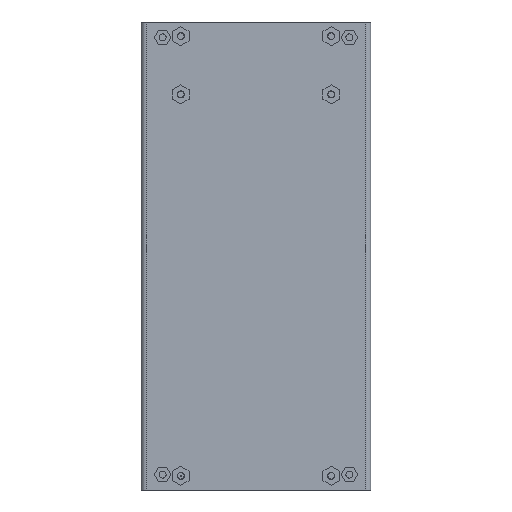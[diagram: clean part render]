
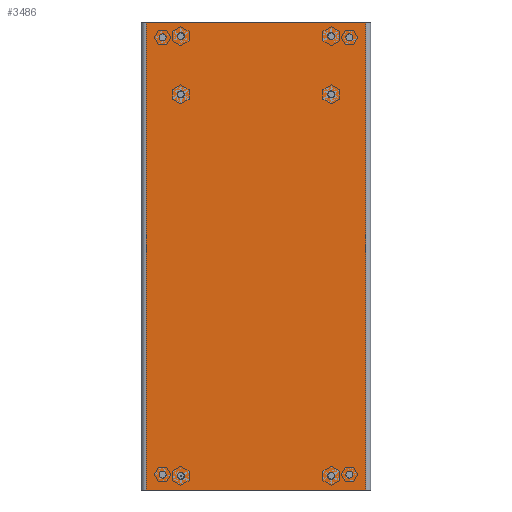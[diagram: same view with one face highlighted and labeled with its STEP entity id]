
A CAD part, front view. The second image highlights one B-rep face of the part: STEP entity #3486.
In plain terms, the highlighted planar face has unit normal (0, -1, 0).
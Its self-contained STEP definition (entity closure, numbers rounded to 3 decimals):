
#46=DIRECTION('',(1.,0.,0.));
#47=VECTOR('',#46,93.);
#48=CARTESIAN_POINT('',(-46.5,0.,-99.));
#49=LINE('',#48,#47);
#752=DIRECTION('',(1.,0.,0.));
#753=VECTOR('',#752,93.);
#754=CARTESIAN_POINT('',(-46.5,0.,99.));
#755=LINE('',#754,#753);
#797=DIRECTION('',(0.,0.,1.));
#798=VECTOR('',#797,198.);
#799=CARTESIAN_POINT('',(46.5,0.,-99.));
#800=LINE('',#799,#798);
#801=DIRECTION('',(0.,0.,1.));
#802=VECTOR('',#801,198.);
#803=CARTESIAN_POINT('',(-46.5,0.,-99.));
#804=LINE('',#803,#802);
#805=CARTESIAN_POINT('',(-39.5,0.,92.5));
#806=DIRECTION('',(0.,1.,0.));
#807=DIRECTION('',(1.,0.,0.));
#808=AXIS2_PLACEMENT_3D('',#805,#806,#807);
#810=CARTESIAN_POINT('',(-39.5,0.,92.5));
#811=DIRECTION('',(0.,1.,0.));
#812=DIRECTION('',(-1.,0.,0.));
#813=AXIS2_PLACEMENT_3D('',#810,#811,#812);
#815=CARTESIAN_POINT('',(-39.5,0.,-92.5));
#816=DIRECTION('',(0.,1.,0.));
#817=DIRECTION('',(1.,0.,0.));
#818=AXIS2_PLACEMENT_3D('',#815,#816,#817);
#820=CARTESIAN_POINT('',(-39.5,0.,-92.5));
#821=DIRECTION('',(0.,1.,0.));
#822=DIRECTION('',(-1.,0.,0.));
#823=AXIS2_PLACEMENT_3D('',#820,#821,#822);
#825=CARTESIAN_POINT('',(39.5,0.,92.5));
#826=DIRECTION('',(0.,1.,0.));
#827=DIRECTION('',(1.,0.,0.));
#828=AXIS2_PLACEMENT_3D('',#825,#826,#827);
#830=CARTESIAN_POINT('',(39.5,0.,92.5));
#831=DIRECTION('',(0.,1.,0.));
#832=DIRECTION('',(-1.,0.,0.));
#833=AXIS2_PLACEMENT_3D('',#830,#831,#832);
#835=CARTESIAN_POINT('',(39.5,0.,-92.5));
#836=DIRECTION('',(0.,1.,0.));
#837=DIRECTION('',(1.,0.,0.));
#838=AXIS2_PLACEMENT_3D('',#835,#836,#837);
#840=CARTESIAN_POINT('',(39.5,0.,-92.5));
#841=DIRECTION('',(0.,1.,0.));
#842=DIRECTION('',(-1.,0.,0.));
#843=AXIS2_PLACEMENT_3D('',#840,#841,#842);
#845=CARTESIAN_POINT('',(-31.8,0.,93.));
#846=DIRECTION('',(0.,1.,0.));
#847=DIRECTION('',(1.,0.,0.));
#848=AXIS2_PLACEMENT_3D('',#845,#846,#847);
#850=CARTESIAN_POINT('',(-31.8,0.,93.));
#851=DIRECTION('',(0.,1.,0.));
#852=DIRECTION('',(-1.,0.,0.));
#853=AXIS2_PLACEMENT_3D('',#850,#851,#852);
#855=CARTESIAN_POINT('',(-31.8,0.,68.35));
#856=DIRECTION('',(0.,1.,0.));
#857=DIRECTION('',(1.,0.,0.));
#858=AXIS2_PLACEMENT_3D('',#855,#856,#857);
#860=CARTESIAN_POINT('',(-31.8,0.,68.35));
#861=DIRECTION('',(0.,1.,0.));
#862=DIRECTION('',(-1.,0.,0.));
#863=AXIS2_PLACEMENT_3D('',#860,#861,#862);
#865=CARTESIAN_POINT('',(-31.8,0.,-93.));
#866=DIRECTION('',(0.,1.,0.));
#867=DIRECTION('',(1.,0.,0.));
#868=AXIS2_PLACEMENT_3D('',#865,#866,#867);
#870=CARTESIAN_POINT('',(-31.8,0.,-93.));
#871=DIRECTION('',(0.,1.,0.));
#872=DIRECTION('',(-1.,0.,0.));
#873=AXIS2_PLACEMENT_3D('',#870,#871,#872);
#875=CARTESIAN_POINT('',(31.8,0.,93.));
#876=DIRECTION('',(0.,1.,0.));
#877=DIRECTION('',(1.,0.,0.));
#878=AXIS2_PLACEMENT_3D('',#875,#876,#877);
#880=CARTESIAN_POINT('',(31.8,0.,93.));
#881=DIRECTION('',(0.,1.,0.));
#882=DIRECTION('',(-1.,0.,0.));
#883=AXIS2_PLACEMENT_3D('',#880,#881,#882);
#885=CARTESIAN_POINT('',(31.8,0.,68.35));
#886=DIRECTION('',(0.,1.,0.));
#887=DIRECTION('',(1.,0.,0.));
#888=AXIS2_PLACEMENT_3D('',#885,#886,#887);
#890=CARTESIAN_POINT('',(31.8,0.,68.35));
#891=DIRECTION('',(0.,1.,0.));
#892=DIRECTION('',(-1.,0.,0.));
#893=AXIS2_PLACEMENT_3D('',#890,#891,#892);
#895=CARTESIAN_POINT('',(31.8,0.,-93.));
#896=DIRECTION('',(0.,1.,0.));
#897=DIRECTION('',(1.,0.,0.));
#898=AXIS2_PLACEMENT_3D('',#895,#896,#897);
#900=CARTESIAN_POINT('',(31.8,0.,-93.));
#901=DIRECTION('',(0.,1.,0.));
#902=DIRECTION('',(-1.,0.,0.));
#903=AXIS2_PLACEMENT_3D('',#900,#901,#902);
#1851=CARTESIAN_POINT('',(-46.5,0.,-99.));
#1852=CARTESIAN_POINT('',(46.5,0.,-99.));
#1853=VERTEX_POINT('',#1851);
#1854=VERTEX_POINT('',#1852);
#1871=CARTESIAN_POINT('',(-46.5,0.,99.));
#1872=CARTESIAN_POINT('',(46.5,0.,99.));
#1873=VERTEX_POINT('',#1871);
#1874=VERTEX_POINT('',#1872);
#1891=CARTESIAN_POINT('',(-38.,0.,92.5));
#1892=CARTESIAN_POINT('',(-41.,0.,92.5));
#1893=VERTEX_POINT('',#1891);
#1894=VERTEX_POINT('',#1892);
#1895=CARTESIAN_POINT('',(-38.,0.,-92.5));
#1896=CARTESIAN_POINT('',(-41.,0.,-92.5));
#1897=VERTEX_POINT('',#1895);
#1898=VERTEX_POINT('',#1896);
#1899=CARTESIAN_POINT('',(41.,0.,92.5));
#1900=CARTESIAN_POINT('',(38.,0.,92.5));
#1901=VERTEX_POINT('',#1899);
#1902=VERTEX_POINT('',#1900);
#1903=CARTESIAN_POINT('',(41.,0.,-92.5));
#1904=CARTESIAN_POINT('',(38.,0.,-92.5));
#1905=VERTEX_POINT('',#1903);
#1906=VERTEX_POINT('',#1904);
#1923=CARTESIAN_POINT('',(-30.3,0.,93.));
#1924=CARTESIAN_POINT('',(-33.3,0.,93.));
#1925=VERTEX_POINT('',#1923);
#1926=VERTEX_POINT('',#1924);
#1927=CARTESIAN_POINT('',(-30.3,0.,68.35));
#1928=CARTESIAN_POINT('',(-33.3,0.,68.35));
#1929=VERTEX_POINT('',#1927);
#1930=VERTEX_POINT('',#1928);
#1931=CARTESIAN_POINT('',(-30.3,0.,-93.));
#1932=CARTESIAN_POINT('',(-33.3,0.,-93.));
#1933=VERTEX_POINT('',#1931);
#1934=VERTEX_POINT('',#1932);
#1947=CARTESIAN_POINT('',(33.3,0.,93.));
#1948=CARTESIAN_POINT('',(30.3,0.,93.));
#1949=VERTEX_POINT('',#1947);
#1950=VERTEX_POINT('',#1948);
#1951=CARTESIAN_POINT('',(33.3,0.,68.35));
#1952=CARTESIAN_POINT('',(30.3,0.,68.35));
#1953=VERTEX_POINT('',#1951);
#1954=VERTEX_POINT('',#1952);
#1955=CARTESIAN_POINT('',(33.3,0.,-93.));
#1956=CARTESIAN_POINT('',(30.3,0.,-93.));
#1957=VERTEX_POINT('',#1955);
#1958=VERTEX_POINT('',#1956);
#3414=CARTESIAN_POINT('',(-46.5,0.,-99.));
#3415=DIRECTION('',(0.,-1.,0.));
#3416=DIRECTION('',(1.,0.,0.));
#3417=AXIS2_PLACEMENT_3D('',#3414,#3415,#3416);
#3418=PLANE('',#3417);
#3419=ORIENTED_EDGE('',*,*,#2418,.F.);
#3421=ORIENTED_EDGE('',*,*,#3420,.T.);
#3422=ORIENTED_EDGE('',*,*,#3377,.T.);
#3423=ORIENTED_EDGE('',*,*,#3407,.F.);
#3424=EDGE_LOOP('',(#3419,#3421,#3422,#3423));
#3425=FACE_OUTER_BOUND('',#3424,.F.);
#3427=ORIENTED_EDGE('',*,*,#3426,.F.);
#3429=ORIENTED_EDGE('',*,*,#3428,.F.);
#3430=EDGE_LOOP('',(#3427,#3429));
#3431=FACE_BOUND('',#3430,.F.);
#3433=ORIENTED_EDGE('',*,*,#3432,.F.);
#3435=ORIENTED_EDGE('',*,*,#3434,.F.);
#3436=EDGE_LOOP('',(#3433,#3435));
#3437=FACE_BOUND('',#3436,.F.);
#3439=ORIENTED_EDGE('',*,*,#3438,.F.);
#3441=ORIENTED_EDGE('',*,*,#3440,.F.);
#3442=EDGE_LOOP('',(#3439,#3441));
#3443=FACE_BOUND('',#3442,.F.);
#3445=ORIENTED_EDGE('',*,*,#3444,.F.);
#3447=ORIENTED_EDGE('',*,*,#3446,.F.);
#3448=EDGE_LOOP('',(#3445,#3447));
#3449=FACE_BOUND('',#3448,.F.);
#3451=ORIENTED_EDGE('',*,*,#3450,.F.);
#3453=ORIENTED_EDGE('',*,*,#3452,.F.);
#3454=EDGE_LOOP('',(#3451,#3453));
#3455=FACE_BOUND('',#3454,.F.);
#3457=ORIENTED_EDGE('',*,*,#3456,.F.);
#3459=ORIENTED_EDGE('',*,*,#3458,.F.);
#3460=EDGE_LOOP('',(#3457,#3459));
#3461=FACE_BOUND('',#3460,.F.);
#3463=ORIENTED_EDGE('',*,*,#3462,.F.);
#3465=ORIENTED_EDGE('',*,*,#3464,.F.);
#3466=EDGE_LOOP('',(#3463,#3465));
#3467=FACE_BOUND('',#3466,.F.);
#3469=ORIENTED_EDGE('',*,*,#3468,.F.);
#3471=ORIENTED_EDGE('',*,*,#3470,.F.);
#3472=EDGE_LOOP('',(#3469,#3471));
#3473=FACE_BOUND('',#3472,.F.);
#3475=ORIENTED_EDGE('',*,*,#3474,.F.);
#3477=ORIENTED_EDGE('',*,*,#3476,.F.);
#3478=EDGE_LOOP('',(#3475,#3477));
#3479=FACE_BOUND('',#3478,.F.);
#3481=ORIENTED_EDGE('',*,*,#3480,.F.);
#3483=ORIENTED_EDGE('',*,*,#3482,.F.);
#3484=EDGE_LOOP('',(#3481,#3483));
#3485=FACE_BOUND('',#3484,.F.);
#809=CIRCLE('',#808,1.5);
#814=CIRCLE('',#813,1.5);
#819=CIRCLE('',#818,1.5);
#824=CIRCLE('',#823,1.5);
#829=CIRCLE('',#828,1.5);
#834=CIRCLE('',#833,1.5);
#839=CIRCLE('',#838,1.5);
#844=CIRCLE('',#843,1.5);
#849=CIRCLE('',#848,1.5);
#854=CIRCLE('',#853,1.5);
#859=CIRCLE('',#858,1.5);
#864=CIRCLE('',#863,1.5);
#869=CIRCLE('',#868,1.5);
#874=CIRCLE('',#873,1.5);
#879=CIRCLE('',#878,1.5);
#884=CIRCLE('',#883,1.5);
#889=CIRCLE('',#888,1.5);
#894=CIRCLE('',#893,1.5);
#899=CIRCLE('',#898,1.5);
#904=CIRCLE('',#903,1.5);
#2418=EDGE_CURVE('',#1853,#1854,#49,.T.);
#3377=EDGE_CURVE('',#1873,#1874,#755,.T.);
#3407=EDGE_CURVE('',#1854,#1874,#800,.T.);
#3420=EDGE_CURVE('',#1853,#1873,#804,.T.);
#3426=EDGE_CURVE('',#1893,#1894,#809,.T.);
#3428=EDGE_CURVE('',#1894,#1893,#814,.T.);
#3432=EDGE_CURVE('',#1897,#1898,#819,.T.);
#3434=EDGE_CURVE('',#1898,#1897,#824,.T.);
#3438=EDGE_CURVE('',#1901,#1902,#829,.T.);
#3440=EDGE_CURVE('',#1902,#1901,#834,.T.);
#3444=EDGE_CURVE('',#1905,#1906,#839,.T.);
#3446=EDGE_CURVE('',#1906,#1905,#844,.T.);
#3450=EDGE_CURVE('',#1925,#1926,#849,.T.);
#3452=EDGE_CURVE('',#1926,#1925,#854,.T.);
#3456=EDGE_CURVE('',#1929,#1930,#859,.T.);
#3458=EDGE_CURVE('',#1930,#1929,#864,.T.);
#3462=EDGE_CURVE('',#1933,#1934,#869,.T.);
#3464=EDGE_CURVE('',#1934,#1933,#874,.T.);
#3468=EDGE_CURVE('',#1949,#1950,#879,.T.);
#3470=EDGE_CURVE('',#1950,#1949,#884,.T.);
#3474=EDGE_CURVE('',#1953,#1954,#889,.T.);
#3476=EDGE_CURVE('',#1954,#1953,#894,.T.);
#3480=EDGE_CURVE('',#1957,#1958,#899,.T.);
#3482=EDGE_CURVE('',#1958,#1957,#904,.T.);
#3486=ADVANCED_FACE('',(#3425,#3431,#3437,#3443,#3449,#3455,#3461,#3467,#3473,
#3479,#3485),#3418,.T.);
